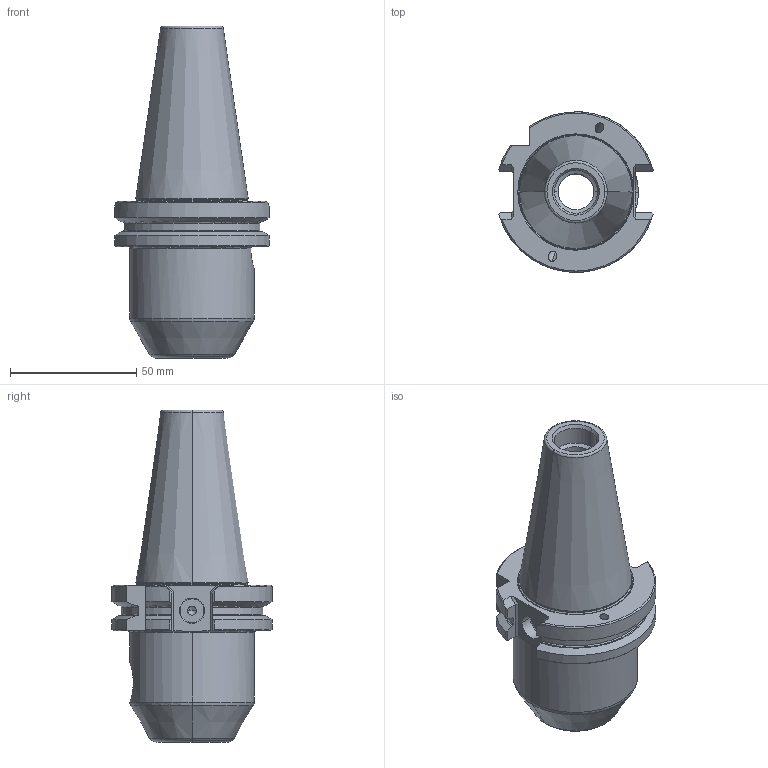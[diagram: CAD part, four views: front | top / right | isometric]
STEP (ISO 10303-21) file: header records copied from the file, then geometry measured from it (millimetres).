
FILE_DESCRIPTION(('no description'),'unknown implementation level');
FILE_NAME('B783F7A4-062E-48B2-8C0C-1C75E34043BD_export.stp',' ',('CIMSOURCE GmbH'),('CADClick - KiM GmbH - www.kimweb.de'),'unknown preprocess','ACIS','unknown authorization');
FILE_SCHEMA(('automotive_design'));
Length unit declared in the file: millimetre
Products named in the file (2): 490.118 Kaiser SK40B_VBD X D18B X 63|690.481 Kaiser ETL M14 X 16_Standard;NONE; 490.118 Kaiser SK40B_VBD X D18B X 63|490.118 Kaiser SK40B_VBD X D18B X 63_Standard;NONE
Bounding box: 61.02 x 63.34 x 131.25 mm (x, y, z)
Volume: 163333.1 mm3; surface area: 31048.5 mm2
Topology: 2 solids, 2 shells, 191 faces, 490 edges, 304 vertices
Faces by surface type: plane 62, cylinder 59, cone 48, torus 22
Entity records: 11917 total; most frequent: CARTESIAN_POINT 1773, DIRECTION 1006, STYLED_ITEM 981, PRESENTATION_STYLE_ASSIGNMENT 981, COLOUR_RGB 981, ORIENTED_EDGE 968, EDGE_CURVE 484, CURVE_STYLE 484
